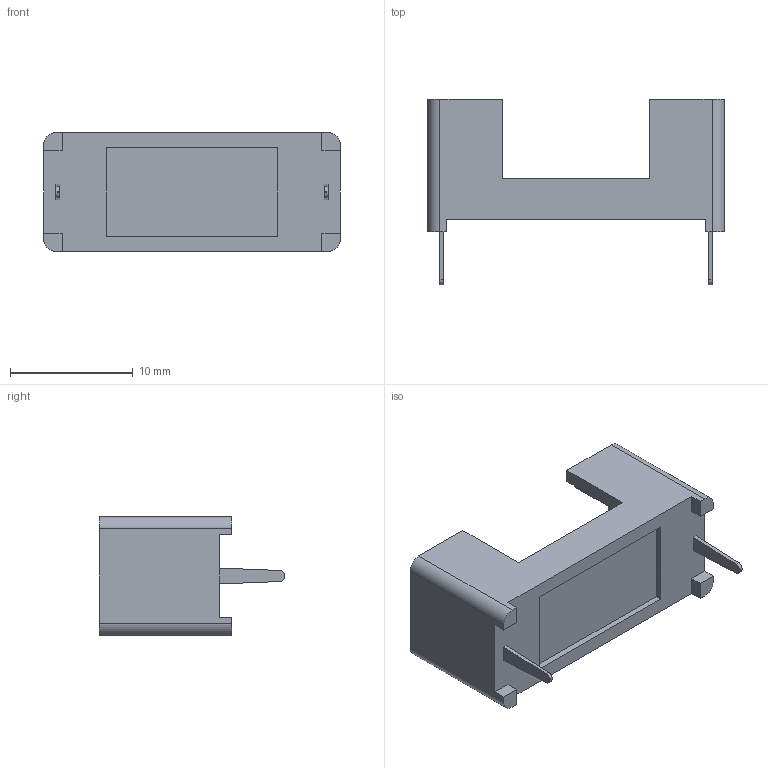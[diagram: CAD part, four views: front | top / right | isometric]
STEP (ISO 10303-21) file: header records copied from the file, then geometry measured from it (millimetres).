
FILE_DESCRIPTION (( 'STEP AP214' ), '1' );
FILE_NAME ('4527.STEP', '2021-07-21T12:52:47', ( '' ), ( '' ), 'SwSTEP 2.0', 'SolidWorks 2018', '' );
FILE_SCHEMA (( 'AUTOMOTIVE_DESIGN' ));
Length unit declared in the file: millimetre
Products named in the file (1): 4527
Bounding box: 24.2 x 15.1 x 9.7 mm (x, y, z)
Volume: 878.7 mm3; surface area: 1728.9 mm2
Topology: 1 solids, 1 shells, 151 faces, 426 edges, 284 vertices
Faces by surface type: plane 119, cylinder 32
Entity records: 6539 total; most frequent: CARTESIAN_POINT 862, ORIENTED_EDGE 852, DIRECTION 794, EDGE_CURVE 426, VECTOR 362, LINE 362, VERTEX_POINT 284, AXIS2_PLACEMENT_3D 216
